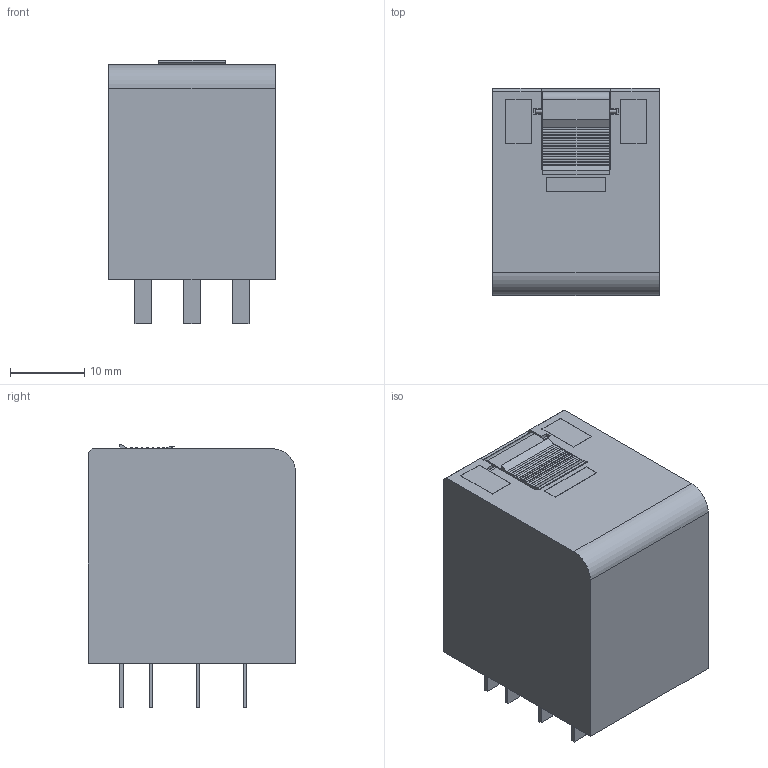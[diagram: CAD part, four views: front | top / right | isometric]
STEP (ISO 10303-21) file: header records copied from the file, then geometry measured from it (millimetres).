
FILE_DESCRIPTION(('CATIA V5R24 STEP','CAx-IF Rec.Pracs.--- Model Styling and Organization---1.2---2011-12-15'),'2;1');
FILE_NAME ('7484280_5_8957120000_S3D_RCM370_RECT_BL.stp','2018-01-30T12:10:26+00:00',('none'),('Weidmueller'),'CATIA Version 5-6 Release 2014 SP4','CATIA V5 STEP AP214','none');
FILE_SCHEMA(('AUTOMOTIVE_DESIGN { 1 0 10303 214 1 1 1 1 }'));
Length unit declared in the file: millimetre
Products named in the file (1): S3D_RCM370_RECT_BL
Bounding box: 22.5 x 28 x 35.63 mm (x, y, z)
Volume: 18283.5 mm3; surface area: 4889.1 mm2
Topology: 15 solids, 15 shells, 168 faces, 397 edges, 264 vertices
Faces by surface type: plane 134, cylinder 34
Entity records: 4871 total; most frequent: CARTESIAN_POINT 823, ORIENTED_EDGE 794, DIRECTION 708, EDGE_CURVE 397, VECTOR 329, LINE 329, VERTEX_POINT 264, AXIS2_PLACEMENT_3D 224
